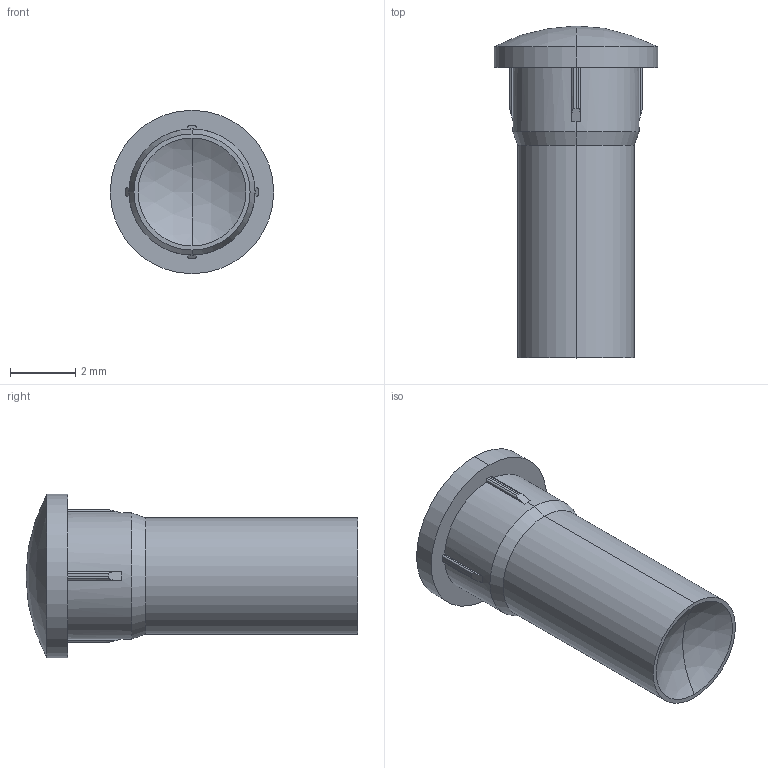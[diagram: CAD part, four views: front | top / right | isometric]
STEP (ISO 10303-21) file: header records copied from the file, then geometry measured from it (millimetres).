
FILE_DESCRIPTION (( 'STEP AP203' ), '1' );
FILE_NAME ('7120N23_Light Pipe for Miniature LED Light Bulbs.STEP', '2024-06-10T16:11:25', ( 'Administrator' ), ( 'Managed by Terraform' ), 'SwSTEP 2.0', 'SolidWorks 2017', '' );
FILE_SCHEMA (( 'CONFIG_CONTROL_DESIGN' ));
Length unit declared in the file: inch
Products named in the file (1): 7120N23_Light Pipe for Miniature LED Light Bulbs
Bounding box: 5 x 10.16 x 5 mm (x, y, z)
Volume: 108.9 mm3; surface area: 152.2 mm2
Topology: 1 solids, 1 shells, 42 faces, 110 edges, 72 vertices
Faces by surface type: cylinder 22, plane 14, sphere 4, cone 2
Entity records: 1391 total; most frequent: CARTESIAN_POINT 291, ORIENTED_EDGE 220, DIRECTION 210, EDGE_CURVE 110, AXIS2_PLACEMENT_3D 79, VERTEX_POINT 72, LINE 52, VECTOR 52
